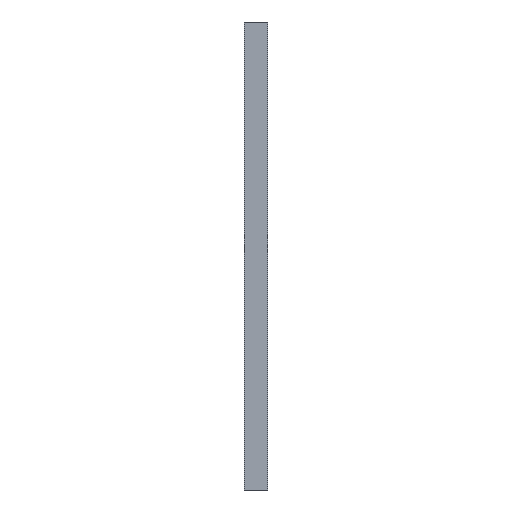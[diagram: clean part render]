
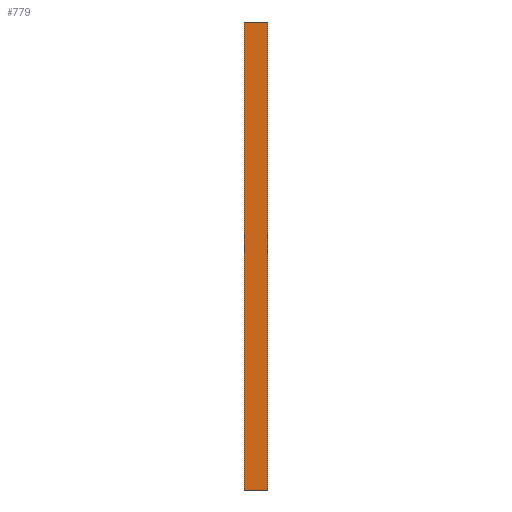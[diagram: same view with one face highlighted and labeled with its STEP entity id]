
A CAD part, left-side view. The second image highlights one B-rep face of the part: STEP entity #779.
In plain terms, the highlighted planar face has unit normal (-1, 0, 0).
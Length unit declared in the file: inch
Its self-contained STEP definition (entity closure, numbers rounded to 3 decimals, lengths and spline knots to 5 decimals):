
#65=FACE_OUTER_BOUND('',#103,.T.);
#103=EDGE_LOOP('',(#619,#620,#621,#622));
#190=LINE('',#1205,#290);
#204=LINE('',#1233,#304);
#205=LINE('',#1235,#305);
#206=LINE('',#1236,#306);
#290=VECTOR('',#990,0.3937);
#304=VECTOR('',#1014,0.3937);
#305=VECTOR('',#1015,0.3937);
#306=VECTOR('',#1016,0.3937);
#371=VERTEX_POINT('',#1202);
#372=VERTEX_POINT('',#1204);
#381=VERTEX_POINT('',#1232);
#382=VERTEX_POINT('',#1234);
#468=EDGE_CURVE('',#371,#372,#190,.T.);
#482=EDGE_CURVE('',#381,#371,#204,.T.);
#483=EDGE_CURVE('',#381,#382,#205,.T.);
#484=EDGE_CURVE('',#382,#372,#206,.T.);
#619=ORIENTED_EDGE('',*,*,#482,.F.);
#620=ORIENTED_EDGE('',*,*,#483,.T.);
#621=ORIENTED_EDGE('',*,*,#484,.T.);
#622=ORIENTED_EDGE('',*,*,#468,.F.);
#742=PLANE('',#843);
#779=ADVANCED_FACE('',(#65),#742,.T.);
#843=AXIS2_PLACEMENT_3D('',#1231,#1012,#1013);
#990=DIRECTION('',(0.,1.,0.));
#1012=DIRECTION('center_axis',(-1.,0.,0.));
#1013=DIRECTION('ref_axis',(0.,0.,1.));
#1014=DIRECTION('',(0.,0.,-1.));
#1015=DIRECTION('',(0.,1.,0.));
#1016=DIRECTION('',(0.,0.,-1.));
#1202=CARTESIAN_POINT('',(-0.3937,0.,-0.3937));
#1204=CARTESIAN_POINT('',(-0.3937,0.03937,-0.3937));
#1205=CARTESIAN_POINT('',(-0.3937,0.,-0.3937));
#1231=CARTESIAN_POINT('Origin',(-0.3937,0.,0.));
#1232=CARTESIAN_POINT('',(-0.3937,0.,0.3937));
#1233=CARTESIAN_POINT('',(-0.3937,0.,0.));
#1234=CARTESIAN_POINT('',(-0.3937,0.03937,0.3937));
#1235=CARTESIAN_POINT('',(-0.3937,0.,0.3937));
#1236=CARTESIAN_POINT('',(-0.3937,0.03937,0.));
